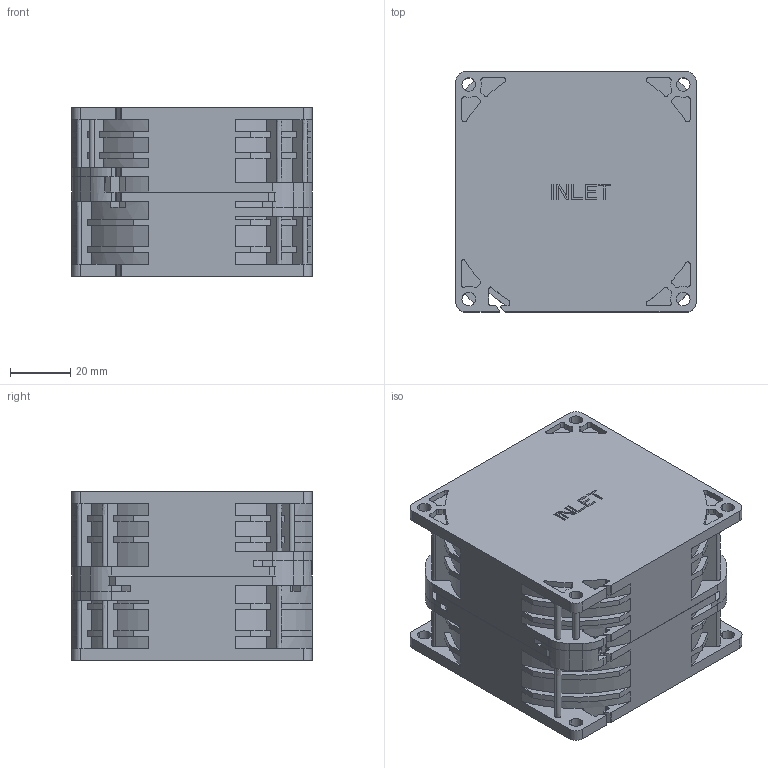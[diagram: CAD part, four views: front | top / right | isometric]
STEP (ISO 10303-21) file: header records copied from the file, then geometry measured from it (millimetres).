
FILE_DESCRIPTION((''),'2;1');
FILE_NAME('ASM0002_ASM','2017-04-07T',('yiliang.gong'),(''),'CREO PARAMETRIC BY PTC INC, 2015080','CREO PARAMETRIC BY PTC INC, 2015080','');
FILE_SCHEMA(('CONFIG_CONTROL_DESIGN'));
Length unit declared in the file: millimetre
Products named in the file (3): 410206850001A-201507171; 4102068600-201204261; ASM0002_ASM
Assembly tree (2 placements, depth 2):
  ASM0002_ASM
    410206850001A-201507171
    4102068600-201204261
Bounding box: 80 x 80 x 56 mm (x, y, z)
Volume: 323284.6 mm3; surface area: 51932.4 mm2
Topology: 2 solids, 2 shells, 802 faces, 2326 edges, 1554 vertices
Faces by surface type: plane 485, cylinder 303, extrusion 14
Entity records: 27095 total; most frequent: CARTESIAN_POINT 5224, ORIENTED_EDGE 4652, DIRECTION 4536, EDGE_CURVE 2326, VECTOR 1646, LINE 1632, VERTEX_POINT 1554, AXIS2_PLACEMENT_3D 1445
